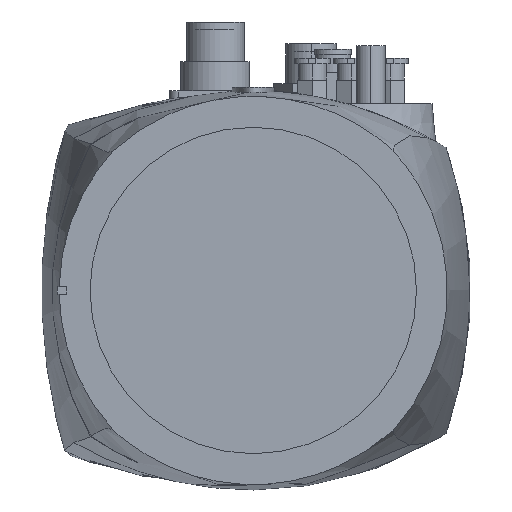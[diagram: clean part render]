
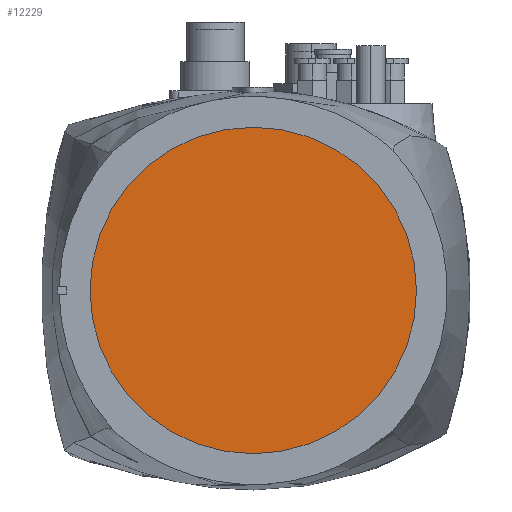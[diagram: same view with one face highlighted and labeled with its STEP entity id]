
A CAD part, left-side view. The second image highlights one B-rep face of the part: STEP entity #12229.
In plain terms, the highlighted planar face has unit normal (-1, 0, 0).
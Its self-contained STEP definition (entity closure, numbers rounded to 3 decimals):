
#408 = CARTESIAN_POINT ( 'NONE',  ( 142., 0., 890. ) ) ;
#1177 = CIRCLE ( 'NONE', #14477, 45. ) ;
#1214 = CARTESIAN_POINT ( 'NONE',  ( 142., 0., 845. ) ) ;
#2860 = DIRECTION ( 'NONE',  ( 0., 0., 1. ) ) ;
#3597 = FACE_OUTER_BOUND ( 'NONE', #12539, .T. ) ;
#5551 = DIRECTION ( 'NONE',  ( 0., 0., 1. ) ) ;
#5940 = ORIENTED_EDGE ( 'NONE', *, *, #16439, .F. ) ;
#7371 = EDGE_CURVE ( 'NONE', #20013, #14048, #20009, .T. ) ;
#7734 = ORIENTED_EDGE ( 'NONE', *, *, #7371, .F. ) ;
#10179 = CARTESIAN_POINT ( 'NONE',  ( 142., 47.5, 890. ) ) ;
#11198 = DIRECTION ( 'NONE',  ( 1., 0., 0. ) ) ;
#12061 = CARTESIAN_POINT ( 'NONE',  ( 142., 0., 935. ) ) ;
#12129 = DIRECTION ( 'NONE',  ( 1., 0., 0. ) ) ;
#12229 = ADVANCED_FACE ( 'NONE', ( #3597 ), #20246, .T. ) ;
#12365 = AXIS2_PLACEMENT_3D ( 'NONE', #10179, #15643, #20138 ) ;
#12539 = EDGE_LOOP ( 'NONE', ( #5940, #7734 ) ) ;
#14048 = VERTEX_POINT ( 'NONE', #1214 ) ;
#14477 = AXIS2_PLACEMENT_3D ( 'NONE', #21365, #11198, #2860 ) ;
#15643 = DIRECTION ( 'NONE',  ( -1., 0., 0. ) ) ;
#16439 = EDGE_CURVE ( 'NONE', #14048, #20013, #1177, .T. ) ;
#20009 = CIRCLE ( 'NONE', #20363, 45. ) ;
#20013 = VERTEX_POINT ( 'NONE', #12061 ) ;
#20138 = DIRECTION ( 'NONE',  ( 0., 0., 1. ) ) ;
#20246 = PLANE ( 'NONE',  #12365 ) ;
#20363 = AXIS2_PLACEMENT_3D ( 'NONE', #408, #12129, #5551 ) ;
#21365 = CARTESIAN_POINT ( 'NONE',  ( 142., 0., 890. ) ) ;
